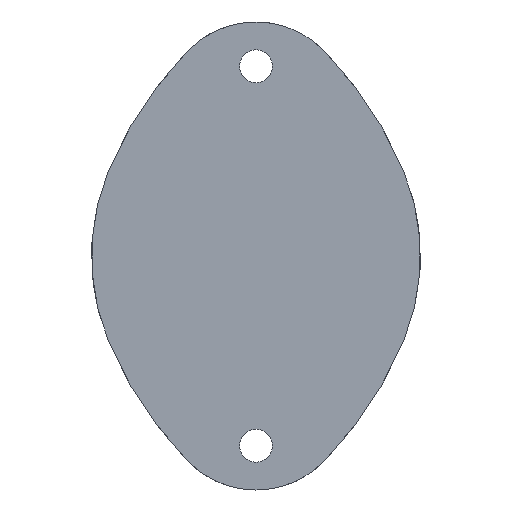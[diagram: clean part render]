
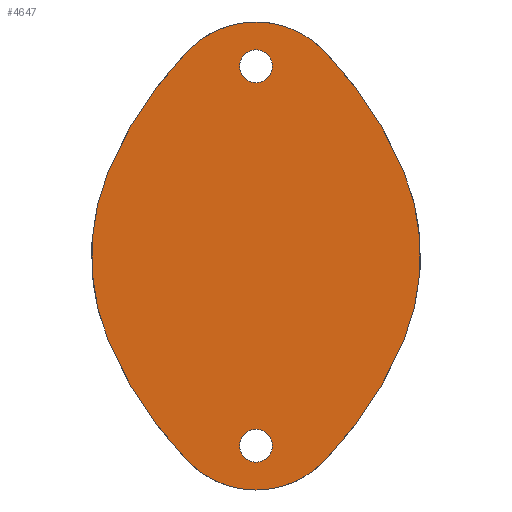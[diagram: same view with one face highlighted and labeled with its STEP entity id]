
A CAD part, front view. The second image highlights one B-rep face of the part: STEP entity #4647.
In plain terms, the highlighted planar face has unit normal (0, -1, 0).
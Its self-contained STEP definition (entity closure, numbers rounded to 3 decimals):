
#11 = EDGE_CURVE ( 'NONE', #4066, #4999, #4514, .T. ) ;
#13 = EDGE_CURVE ( 'NONE', #4999, #4055, #4509, .T. ) ;
#29 = EDGE_CURVE ( 'NONE', #4072, #4059, #4504, .T. ) ;
#31 = EDGE_CURVE ( 'NONE', #4282, #4284, #4641, .T. ) ;
#38 = EDGE_CURVE ( 'NONE', #4291, #4306, #4631, .T. ) ;
#41 = EDGE_CURVE ( 'NONE', #5019, #5096, #4616, .T. ) ;
#47 = EDGE_CURVE ( 'NONE', #5072, #4072, #4621, .T. ) ;
#57 = EDGE_CURVE ( 'NONE', #5015, #5019, #4601, .T. ) ;
#98 = FACE_BOUND ( 'NONE', #5261, .T. ) ;
#111 = FACE_BOUND ( 'NONE', #5259, .T. ) ;
#119 = AXIS2_PLACEMENT_3D ( 'NONE', #2479, #2480, #2481 ) ;
#138 = FACE_OUTER_BOUND ( 'NONE', #5205, .T. ) ;
#196 = CARTESIAN_POINT ( 'NONE',  ( 0., 0., 30. ) ) ;
#197 = DIRECTION ( 'NONE',  ( 0., 1., 0. ) ) ;
#198 = DIRECTION ( 'NONE',  ( 0., 0., 1. ) ) ;
#430 = CARTESIAN_POINT ( 'NONE',  ( -9., 0., 0. ) ) ;
#431 = DIRECTION ( 'NONE',  ( 0., 1., 0. ) ) ;
#432 = DIRECTION ( 'NONE',  ( 0., 0., -1. ) ) ;
#615 = CARTESIAN_POINT ( 'NONE',  ( 32.116, 0., -9.521 ) ) ;
#616 = DIRECTION ( 'NONE',  ( 0., 1., 0. ) ) ;
#617 = DIRECTION ( 'NONE',  ( 0., 0., 1. ) ) ;
#761 = EDGE_CURVE ( 'NONE', #4284, #4282, #4671, .T. ) ;
#810 = EDGE_CURVE ( 'NONE', #5096, #5072, #4634, .T. ) ;
#851 = EDGE_CURVE ( 'NONE', #4306, #4291, #4615, .T. ) ;
#882 = EDGE_CURVE ( 'NONE', #4055, #5015, #4498, .T. ) ;
#892 = EDGE_CURVE ( 'NONE', #4059, #4066, #4575, .T. ) ;
#998 = AXIS2_PLACEMENT_3D ( 'NONE', #3302, #3303, #3304 ) ;
#1057 = AXIS2_PLACEMENT_3D ( 'NONE', #3086, #3087, #3088 ) ;
#1092 = AXIS2_PLACEMENT_3D ( 'NONE', #2928, #2929, #2930 ) ;
#1095 = AXIS2_PLACEMENT_3D ( 'NONE', #2262, #2269, #2270 ) ;
#1102 = AXIS2_PLACEMENT_3D ( 'NONE', #2170, #2171, #2172 ) ;
#1105 = AXIS2_PLACEMENT_3D ( 'NONE', #2146, #2147, #2148 ) ;
#1146 = AXIS2_PLACEMENT_3D ( 'NONE', #4964, #4965, #4966 ) ;
#1154 = AXIS2_PLACEMENT_3D ( 'NONE', #4967, #4968, #4969 ) ;
#1181 = AXIS2_PLACEMENT_3D ( 'NONE', #2068, #2069, #2070 ) ;
#1185 = AXIS2_PLACEMENT_3D ( 'NONE', #2089, #2090, #2091 ) ;
#1583 = CARTESIAN_POINT ( 'NONE',  ( 23.363, 0., 13.329 ) ) ;
#1587 = CARTESIAN_POINT ( 'NONE',  ( -23.363, 0., 13.329 ) ) ;
#1594 = CARTESIAN_POINT ( 'NONE',  ( -10.705, 0., 32.507 ) ) ;
#1600 = CARTESIAN_POINT ( 'NONE',  ( -23.363, 0., -13.329 ) ) ;
#1612 = CARTESIAN_POINT ( 'NONE',  ( 0., 0., -27.4 ) ) ;
#1614 = CARTESIAN_POINT ( 'NONE',  ( 0., 0., -32.6 ) ) ;
#1621 = CARTESIAN_POINT ( 'NONE',  ( 0., 0., 32.6 ) ) ;
#1636 = CARTESIAN_POINT ( 'NONE',  ( 0., 0., 27.4 ) ) ;
#2068 = CARTESIAN_POINT ( 'NONE',  ( 9., 0., 0. ) ) ;
#2069 = DIRECTION ( 'NONE',  ( 0., 1., 0. ) ) ;
#2070 = DIRECTION ( 'NONE',  ( 0., 0., 1. ) ) ;
#2089 = CARTESIAN_POINT ( 'NONE',  ( 0., 0., -30. ) ) ;
#2090 = DIRECTION ( 'NONE',  ( 0., -1., 0. ) ) ;
#2091 = DIRECTION ( 'NONE',  ( 0., 0., -1. ) ) ;
#2146 = CARTESIAN_POINT ( 'NONE',  ( 0., 0., 30. ) ) ;
#2147 = DIRECTION ( 'NONE',  ( 0., 1., 0. ) ) ;
#2148 = DIRECTION ( 'NONE',  ( 0., 0., 1. ) ) ;
#2170 = CARTESIAN_POINT ( 'NONE',  ( 0., 0., -22. ) ) ;
#2171 = DIRECTION ( 'NONE',  ( 0., 1., 0. ) ) ;
#2172 = DIRECTION ( 'NONE',  ( 0., 0., 1. ) ) ;
#2262 = CARTESIAN_POINT ( 'NONE',  ( 32.116, 0., 9.521 ) ) ;
#2269 = DIRECTION ( 'NONE',  ( 0., 1., 0. ) ) ;
#2270 = DIRECTION ( 'NONE',  ( 0., 0., 1. ) ) ;
#2478 = PLANE ( 'NONE',  #119 ) ;
#2479 = CARTESIAN_POINT ( 'NONE',  ( -20.558, 0., 4.76 ) ) ;
#2480 = DIRECTION ( 'NONE',  ( 0., -1., 0. ) ) ;
#2481 = DIRECTION ( 'NONE',  ( 0., 0., -1. ) ) ;
#2897 = CARTESIAN_POINT ( 'NONE',  ( 10.705, 0., 32.507 ) ) ;
#2928 = CARTESIAN_POINT ( 'NONE',  ( -32.116, 0., 9.521 ) ) ;
#2929 = DIRECTION ( 'NONE',  ( 0., 1., 0. ) ) ;
#2930 = DIRECTION ( 'NONE',  ( 0., 0., -1. ) ) ;
#3086 = CARTESIAN_POINT ( 'NONE',  ( 0., 0., -30. ) ) ;
#3087 = DIRECTION ( 'NONE',  ( 0., -1., 0. ) ) ;
#3088 = DIRECTION ( 'NONE',  ( 0., 0., -1. ) ) ;
#3302 = CARTESIAN_POINT ( 'NONE',  ( 0., 0., -22. ) ) ;
#3303 = DIRECTION ( 'NONE',  ( 0., 1., 0. ) ) ;
#3304 = DIRECTION ( 'NONE',  ( 0., 0., 1. ) ) ;
#3502 = AXIS2_PLACEMENT_3D ( 'NONE', #615, #616, #617 ) ;
#3508 = AXIS2_PLACEMENT_3D ( 'NONE', #430, #431, #432 ) ;
#3656 = AXIS2_PLACEMENT_3D ( 'NONE', #196, #197, #198 ) ;
#4055 = VERTEX_POINT ( 'NONE', #1583 ) ;
#4059 = VERTEX_POINT ( 'NONE', #1587 ) ;
#4066 = VERTEX_POINT ( 'NONE', #1594 ) ;
#4072 = VERTEX_POINT ( 'NONE', #1600 ) ;
#4282 = VERTEX_POINT ( 'NONE', #1612 ) ;
#4284 = VERTEX_POINT ( 'NONE', #1614 ) ;
#4291 = VERTEX_POINT ( 'NONE', #1621 ) ;
#4306 = VERTEX_POINT ( 'NONE', #1636 ) ;
#4374 = CARTESIAN_POINT ( 'NONE',  ( 23.363, 0., -13.329 ) ) ;
#4378 = CARTESIAN_POINT ( 'NONE',  ( 10.705, 0., -32.507 ) ) ;
#4431 = CARTESIAN_POINT ( 'NONE',  ( -10.705, 0., -32.507 ) ) ;
#4455 = CARTESIAN_POINT ( 'NONE',  ( 0., 0., -37. ) ) ;
#4498 = CIRCLE ( 'NONE', #3508, 35. ) ;
#4504 = CIRCLE ( 'NONE', #1181, 35. ) ;
#4509 = CIRCLE ( 'NONE', #1154, 60. ) ;
#4514 = CIRCLE ( 'NONE', #1146, 15. ) ;
#4575 = CIRCLE ( 'NONE', #3502, 60. ) ;
#4601 = CIRCLE ( 'NONE', #1092, 60. ) ;
#4615 = CIRCLE ( 'NONE', #3656, 2.6 ) ;
#4616 = CIRCLE ( 'NONE', #1102, 15. ) ;
#4621 = CIRCLE ( 'NONE', #1095, 60. ) ;
#4631 = CIRCLE ( 'NONE', #1105, 2.6 ) ;
#4634 = CIRCLE ( 'NONE', #998, 15. ) ;
#4641 = CIRCLE ( 'NONE', #1185, 2.6 ) ;
#4647 = ADVANCED_FACE ( 'NONE', ( #98, #111, #138 ), #2478, .T. ) ;
#4671 = CIRCLE ( 'NONE', #1057, 2.6 ) ;
#4964 = CARTESIAN_POINT ( 'NONE',  ( 0., 0., 22. ) ) ;
#4965 = DIRECTION ( 'NONE',  ( 0., 1., 0. ) ) ;
#4966 = DIRECTION ( 'NONE',  ( 0., 0., 1. ) ) ;
#4967 = CARTESIAN_POINT ( 'NONE',  ( -32.116, 0., -9.521 ) ) ;
#4968 = DIRECTION ( 'NONE',  ( 0., 1., 0. ) ) ;
#4969 = DIRECTION ( 'NONE',  ( 0., 0., -1. ) ) ;
#4999 = VERTEX_POINT ( 'NONE', #2897 ) ;
#5015 = VERTEX_POINT ( 'NONE', #4374 ) ;
#5019 = VERTEX_POINT ( 'NONE', #4378 ) ;
#5072 = VERTEX_POINT ( 'NONE', #4431 ) ;
#5096 = VERTEX_POINT ( 'NONE', #4455 ) ;
#5103 = ORIENTED_EDGE ( 'NONE', *, *, #761, .F. ) ;
#5110 = ORIENTED_EDGE ( 'NONE', *, *, #29, .F. ) ;
#5113 = ORIENTED_EDGE ( 'NONE', *, *, #13, .F. ) ;
#5115 = ORIENTED_EDGE ( 'NONE', *, *, #38, .T. ) ;
#5126 = ORIENTED_EDGE ( 'NONE', *, *, #851, .T. ) ;
#5130 = ORIENTED_EDGE ( 'NONE', *, *, #11, .F. ) ;
#5142 = ORIENTED_EDGE ( 'NONE', *, *, #882, .F. ) ;
#5149 = ORIENTED_EDGE ( 'NONE', *, *, #47, .F. ) ;
#5151 = ORIENTED_EDGE ( 'NONE', *, *, #31, .F. ) ;
#5169 = ORIENTED_EDGE ( 'NONE', *, *, #57, .F. ) ;
#5170 = ORIENTED_EDGE ( 'NONE', *, *, #810, .F. ) ;
#5174 = ORIENTED_EDGE ( 'NONE', *, *, #892, .F. ) ;
#5178 = ORIENTED_EDGE ( 'NONE', *, *, #41, .F. ) ;
#5205 = EDGE_LOOP ( 'NONE', ( #5169, #5142, #5113, #5130, #5174, #5110, #5149, #5170, #5178 ) ) ;
#5259 = EDGE_LOOP ( 'NONE', ( #5115, #5126 ) ) ;
#5261 = EDGE_LOOP ( 'NONE', ( #5103, #5151 ) ) ;
